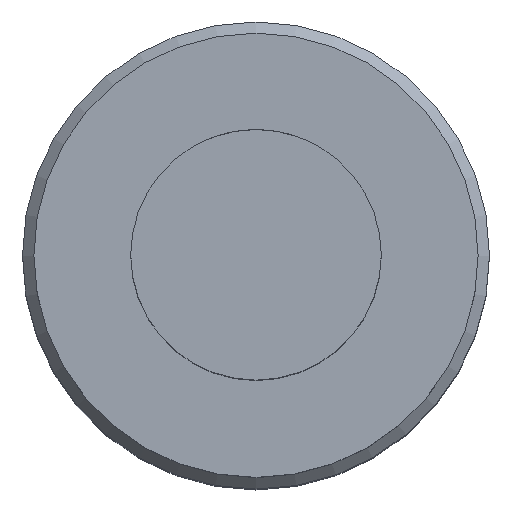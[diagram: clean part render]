
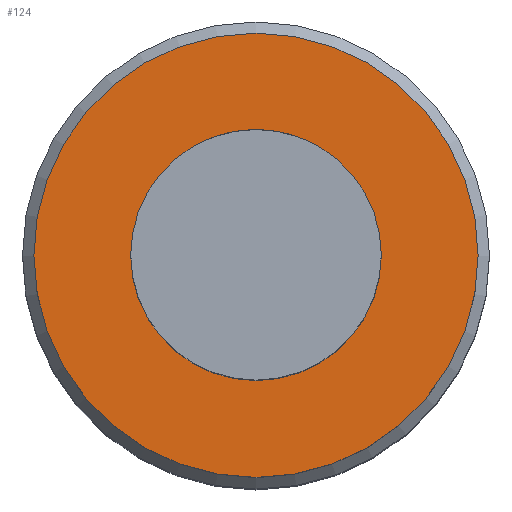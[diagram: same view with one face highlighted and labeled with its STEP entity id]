
A CAD part, top view. The second image highlights one B-rep face of the part: STEP entity #124.
In plain terms, the highlighted planar face has unit normal (0, 0, 1).
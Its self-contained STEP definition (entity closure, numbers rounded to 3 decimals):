
#124=ADVANCED_FACE('240[2]',(#284,#285),#286,.T.);
#126=EDGE_CURVE('240[2]',#288,#288,#289,.T.);
#144=EDGE_CURVE('240[2]',#315,#315,#316,.T.);
#284=FACE_BOUND('',#555,.T.);
#285=FACE_OUTER_BOUND('',#556,.T.);
#286=PLANE('',#557);
#288=VERTEX_POINT('',#560);
#289=CIRCLE('',#561,19.5);
#315=VERTEX_POINT('',#595);
#316=CIRCLE('',#596,11.0);
#555=EDGE_LOOP('',(#759));
#556=EDGE_LOOP('',(#760));
#557=AXIS2_PLACEMENT_3D('',#761,#762,#763);
#560=CARTESIAN_POINT('',(0.,19.5,0.));
#561=AXIS2_PLACEMENT_3D('',#764,#765,#766);
#595=CARTESIAN_POINT('',(11.0,0.0,0.0));
#596=AXIS2_PLACEMENT_3D('',#793,#794,#795);
#759=ORIENTED_EDGE('',*,*,#144,.T.);
#760=ORIENTED_EDGE('',*,*,#126,.T.);
#761=CARTESIAN_POINT('',(0.,9.75,0.));
#762=DIRECTION('',(0.,0.,1.0));
#763=DIRECTION('',(1.0,0.,0.0));
#764=CARTESIAN_POINT('',(0.0,0.0,0.0));
#765=DIRECTION('',(0.,0.,1.0));
#766=DIRECTION('',(0.,1.0,0.));
#793=CARTESIAN_POINT('',(0.0,0.0,0.));
#794=DIRECTION('',(0.,0.,-1.0));
#795=DIRECTION('',(1.0,0.,0.));
